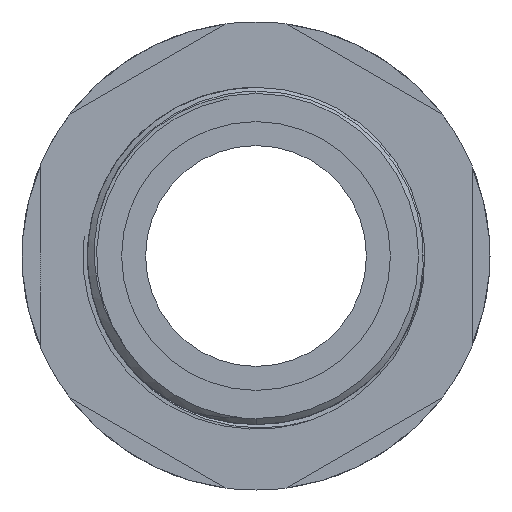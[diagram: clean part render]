
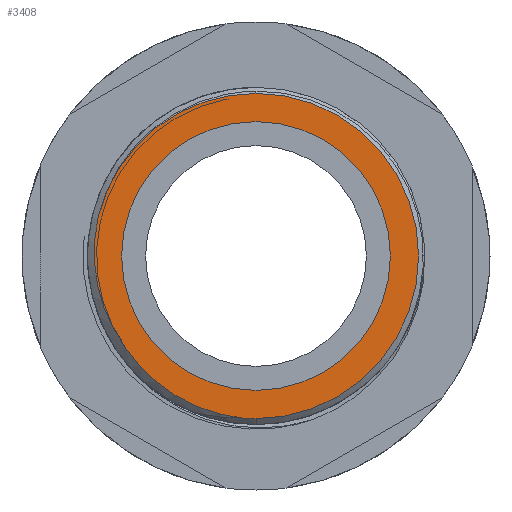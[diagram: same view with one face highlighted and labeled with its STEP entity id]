
A CAD part, front view. The second image highlights one B-rep face of the part: STEP entity #3408.
In plain terms, the highlighted planar face has unit normal (0, -1, 0).
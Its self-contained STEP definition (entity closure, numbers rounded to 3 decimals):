
#147 = CARTESIAN_POINT ( 'NONE',  ( 0., -11., 11.2 ) ) ;
#189 = DIRECTION ( 'NONE',  ( 0., -1., 0. ) ) ;
#647 = ORIENTED_EDGE ( 'NONE', *, *, #6829, .T. ) ;
#810 = CARTESIAN_POINT ( 'NONE',  ( -11.129, -11., -7.301 ) ) ;
#962 = CARTESIAN_POINT ( 'NONE',  ( -6.25, -11., -11.897 ) ) ;
#1229 = PLANE ( 'NONE',  #8872 ) ;
#1265 = DIRECTION ( 'NONE',  ( 0., -1., 0. ) ) ;
#1479 = B_SPLINE_CURVE_WITH_KNOTS ( 'NONE', 3,
 ( #3329, #9257, #5746, #13926, #6923, #15027, #8117, #962, #9309, #2165, #10486, #3372, #11678, #4581, #12873 ),
 .UNSPECIFIED., .F., .F.,
 ( 4, 2, 2, 2, 2, 1, 2, 4 ),
 ( 0., 0.001, 0.003, 0.006, 0.007, 0.009, 0.01, 0.012 ),
 .UNSPECIFIED. ) ;
#1755 = CIRCLE ( 'NONE', #9043, 13.55 ) ;
#2019 = CARTESIAN_POINT ( 'NONE',  ( 0., -11., 0. ) ) ;
#2023 = EDGE_CURVE ( 'NONE', #11540, #5599, #1755, .T. ) ;
#2165 = CARTESIAN_POINT ( 'NONE',  ( -4.945, -11., -12.532 ) ) ;
#2189 = AXIS2_PLACEMENT_3D ( 'NONE', #12060, #4964, #13216 ) ;
#2238 = CARTESIAN_POINT ( 'NONE',  ( 0., -11., -11.2 ) ) ;
#2423 = DIRECTION ( 'NONE',  ( 0., 1., 0. ) ) ;
#3152 = CARTESIAN_POINT ( 'NONE',  ( -13.484, -11., -0.058 ) ) ;
#3214 = DIRECTION ( 'NONE',  ( 0., 0., -1. ) ) ;
#3329 = CARTESIAN_POINT ( 'NONE',  ( -10.839, -11., -7.691 ) ) ;
#3349 = DIRECTION ( 'NONE',  ( 0., -1., 0. ) ) ;
#3372 = CARTESIAN_POINT ( 'NONE',  ( -3.129, -11., -13.148 ) ) ;
#3398 = ORIENTED_EDGE ( 'NONE', *, *, #2023, .T. ) ;
#3408 = ADVANCED_FACE ( 'NONE', ( #13885, #7678 ), #1229, .F. ) ;
#4157 = VERTEX_POINT ( 'NONE', #7887 ) ;
#4311 = CARTESIAN_POINT ( 'NONE',  ( -13.36, -11., 2.335 ) ) ;
#4328 = VERTEX_POINT ( 'NONE', #2238 ) ;
#4365 = CARTESIAN_POINT ( 'NONE',  ( -13.369, -11., -1.507 ) ) ;
#4397 = ORIENTED_EDGE ( 'NONE', *, *, #10579, .T. ) ;
#4581 = CARTESIAN_POINT ( 'NONE',  ( -1.706, -11., -13.44 ) ) ;
#4741 = CARTESIAN_POINT ( 'NONE',  ( 0., -11., -13.55 ) ) ;
#4964 = DIRECTION ( 'NONE',  ( 0., -1., 0. ) ) ;
#5010 = EDGE_LOOP ( 'NONE', ( #5672, #4397, #647, #3398, #8141 ) ) ;
#5476 = CIRCLE ( 'NONE', #7313, 11.2 ) ;
#5586 = CARTESIAN_POINT ( 'NONE',  ( -13., -11., -3.392 ) ) ;
#5599 = VERTEX_POINT ( 'NONE', #8379 ) ;
#5672 = ORIENTED_EDGE ( 'NONE', *, *, #14236, .T. ) ;
#5746 = CARTESIAN_POINT ( 'NONE',  ( -10.273, -11., -8.48 ) ) ;
#6758 = CARTESIAN_POINT ( 'NONE',  ( -12.109, -11., -5.632 ) ) ;
#6829 = EDGE_CURVE ( 'NONE', #8501, #11540, #10731, .T. ) ;
#6923 = CARTESIAN_POINT ( 'NONE',  ( -9.309, -11., -9.572 ) ) ;
#7313 = AXIS2_PLACEMENT_3D ( 'NONE', #2019, #10333, #3214 ) ;
#7341 = CARTESIAN_POINT ( 'NONE',  ( 0., -11., 0. ) ) ;
#7678 = FACE_OUTER_BOUND ( 'NONE', #5010, .T. ) ;
#7790 = B_SPLINE_CURVE_WITH_KNOTS ( 'NONE', 3,
 ( #12623, #4311, #10283, #3152, #11474, #4365, #12671, #5586, #13784, #6758, #14879, #7964, #810, #9148 ),
 .UNSPECIFIED., .F., .F.,
 ( 4, 2, 2, 2, 2, 2, 4 ),
 ( 0.016, 0.019, 0.02, 0.022, 0.025, 0.026, 0.028 ),
 .UNSPECIFIED. ) ;
#7887 = CARTESIAN_POINT ( 'NONE',  ( -10.839, -11., -7.691 ) ) ;
#7921 = CARTESIAN_POINT ( 'NONE',  ( -13.147, -11., 3.28 ) ) ;
#7964 = CARTESIAN_POINT ( 'NONE',  ( -11.396, -11., -6.898 ) ) ;
#8117 = CARTESIAN_POINT ( 'NONE',  ( -7.492, -11., -11.148 ) ) ;
#8141 = ORIENTED_EDGE ( 'NONE', *, *, #9852, .T. ) ;
#8177 = AXIS2_PLACEMENT_3D ( 'NONE', #8406, #1265, #9594 ) ;
#8379 = CARTESIAN_POINT ( 'NONE',  ( 0., -11., 13.55 ) ) ;
#8406 = CARTESIAN_POINT ( 'NONE',  ( 0., -11., 0. ) ) ;
#8501 = VERTEX_POINT ( 'NONE', #9098 ) ;
#8538 = DIRECTION ( 'NONE',  ( 0., 0., -1. ) ) ;
#8702 = AXIS2_PLACEMENT_3D ( 'NONE', #7341, #189, #8538 ) ;
#8872 = AXIS2_PLACEMENT_3D ( 'NONE', #14166, #2423, #10749 ) ;
#9043 = AXIS2_PLACEMENT_3D ( 'NONE', #10459, #3349, #11651 ) ;
#9098 = CARTESIAN_POINT ( 'NONE',  ( -1.226, -11., -13.494 ) ) ;
#9148 = CARTESIAN_POINT ( 'NONE',  ( -10.839, -11., -7.691 ) ) ;
#9257 = CARTESIAN_POINT ( 'NONE',  ( -10.566, -11., -8.094 ) ) ;
#9309 = CARTESIAN_POINT ( 'NONE',  ( -5.819, -11., -12.126 ) ) ;
#9594 = DIRECTION ( 'NONE',  ( 0., 0., 1. ) ) ;
#9852 = EDGE_CURVE ( 'NONE', #5599, #13530, #13430, .T. ) ;
#10027 = EDGE_LOOP ( 'NONE', ( #11241, #11970 ) ) ;
#10283 = CARTESIAN_POINT ( 'NONE',  ( -13.47, -11., 1.383 ) ) ;
#10333 = DIRECTION ( 'NONE',  ( 0., -1., 0. ) ) ;
#10459 = CARTESIAN_POINT ( 'NONE',  ( 0., -11., 0. ) ) ;
#10486 = CARTESIAN_POINT ( 'NONE',  ( -4.054, -11., -12.888 ) ) ;
#10579 = EDGE_CURVE ( 'NONE', #4157, #8501, #1479, .T. ) ;
#10731 = CIRCLE ( 'NONE', #8177, 13.55 ) ;
#10749 = DIRECTION ( 'NONE',  ( 0., 0., 1. ) ) ;
#11241 = ORIENTED_EDGE ( 'NONE', *, *, #12859, .F. ) ;
#11399 = VERTEX_POINT ( 'NONE', #147 ) ;
#11474 = CARTESIAN_POINT ( 'NONE',  ( -13.464, -11., -0.541 ) ) ;
#11540 = VERTEX_POINT ( 'NONE', #4741 ) ;
#11651 = DIRECTION ( 'NONE',  ( 0., 0., 1. ) ) ;
#11678 = CARTESIAN_POINT ( 'NONE',  ( -2.188, -11., -13.359 ) ) ;
#11970 = ORIENTED_EDGE ( 'NONE', *, *, #12064, .F. ) ;
#12060 = CARTESIAN_POINT ( 'NONE',  ( 0., -11., 0. ) ) ;
#12064 = EDGE_CURVE ( 'NONE', #11399, #4328, #14441, .T. ) ;
#12623 = CARTESIAN_POINT ( 'NONE',  ( -13.147, -11., 3.28 ) ) ;
#12671 = CARTESIAN_POINT ( 'NONE',  ( -13.295, -11., -1.983 ) ) ;
#12859 = EDGE_CURVE ( 'NONE', #4328, #11399, #5476, .T. ) ;
#12873 = CARTESIAN_POINT ( 'NONE',  ( -1.226, -11., -13.494 ) ) ;
#13216 = DIRECTION ( 'NONE',  ( 0., 0., 1. ) ) ;
#13430 = CIRCLE ( 'NONE', #2189, 13.55 ) ;
#13530 = VERTEX_POINT ( 'NONE', #7921 ) ;
#13784 = CARTESIAN_POINT ( 'NONE',  ( -12.705, -11., -4.305 ) ) ;
#13885 = FACE_BOUND ( 'NONE', #10027, .T. ) ;
#13926 = CARTESIAN_POINT ( 'NONE',  ( -9.645, -11., -9.219 ) ) ;
#14166 = CARTESIAN_POINT ( 'NONE',  ( 0., -11., 0. ) ) ;
#14236 = EDGE_CURVE ( 'NONE', #13530, #4157, #7790, .T. ) ;
#14441 = CIRCLE ( 'NONE', #8702, 11.2 ) ;
#14879 = CARTESIAN_POINT ( 'NONE',  ( -11.886, -11., -6.064 ) ) ;
#15027 = CARTESIAN_POINT ( 'NONE',  ( -8.257, -11., -10.566 ) ) ;
